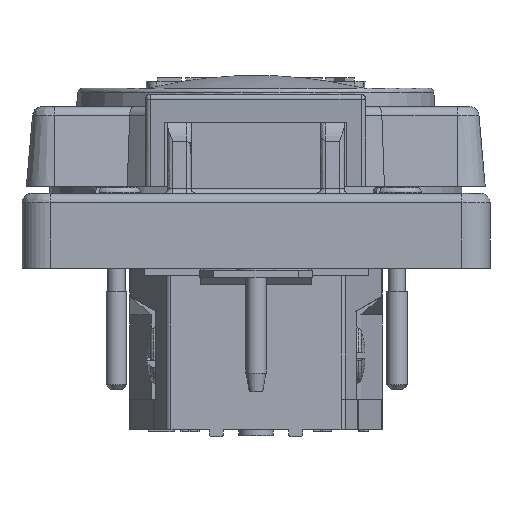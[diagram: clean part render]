
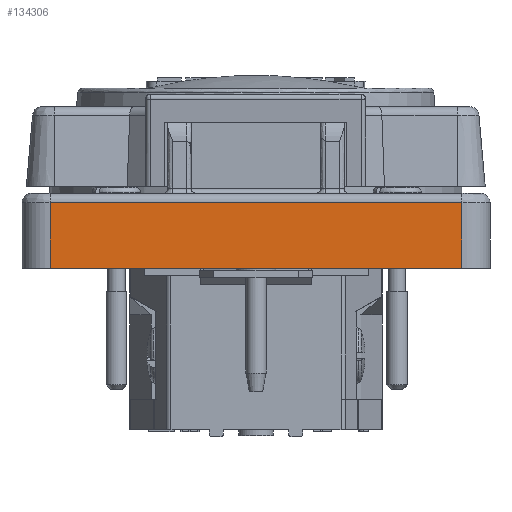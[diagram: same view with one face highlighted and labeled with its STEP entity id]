
A CAD part, front view. The second image highlights one B-rep face of the part: STEP entity #134306.
In plain terms, the highlighted planar face has unit normal (0, -1, 0).
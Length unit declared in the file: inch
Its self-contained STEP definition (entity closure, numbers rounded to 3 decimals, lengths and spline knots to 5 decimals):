
#7163 = AXIS2_PLACEMENT_3D ( 'NONE', #19559, #178541, #7442 ) ;
#7442 = DIRECTION ( 'NONE',  ( 0., 0., -1. ) ) ;
#19559 = CARTESIAN_POINT ( 'NONE',  ( 2.64183, 0.10267, 3.58863 ) ) ;
#20946 = EDGE_CURVE ( 'NONE', #151546, #72748, #148219, .T. ) ;
#26730 = CARTESIAN_POINT ( 'NONE',  ( -0.10917, 0.10267, 3.15063 ) ) ;
#30670 = EDGE_CURVE ( 'NONE', #127048, #150924, #53870, .T. ) ;
#38839 = DIRECTION ( 'NONE',  ( 0., 0., 1. ) ) ;
#49465 = PLANE ( 'NONE',  #7163 ) ;
#53870 = LINE ( 'NONE', #79300, #172969 ) ;
#57762 = LINE ( 'NONE', #98015, #128920 ) ;
#72748 = VERTEX_POINT ( 'NONE', #139750 ) ;
#79300 = CARTESIAN_POINT ( 'NONE',  ( 2.64183, 0.10267, 3.58863 ) ) ;
#79687 = ORIENTED_EDGE ( 'NONE', *, *, #138903, .F. ) ;
#82913 = ORIENTED_EDGE ( 'NONE', *, *, #168844, .T. ) ;
#93968 = DIRECTION ( 'NONE',  ( 0., 0., 1. ) ) ;
#95257 = VECTOR ( 'NONE', #93968, 39.37008 ) ;
#97118 = DIRECTION ( 'NONE',  ( 1., 0., 0. ) ) ;
#97640 = ORIENTED_EDGE ( 'NONE', *, *, #30670, .T. ) ;
#98015 = CARTESIAN_POINT ( 'NONE',  ( -0.10917, 0.10267, 3.58863 ) ) ;
#101346 = LINE ( 'NONE', #162752, #182809 ) ;
#103059 = CARTESIAN_POINT ( 'NONE',  ( 2.64183, 0.10267, 3.15063 ) ) ;
#118467 = EDGE_LOOP ( 'NONE', ( #137067, #82913, #97640, #79687 ) ) ;
#127048 = VERTEX_POINT ( 'NONE', #103059 ) ;
#128920 = VECTOR ( 'NONE', #97118, 39.37008 ) ;
#131187 = DIRECTION ( 'NONE',  ( 1., 0., 0. ) ) ;
#134306 = ADVANCED_FACE ( 'NONE', ( #136425 ), #49465, .T. ) ;
#136425 = FACE_OUTER_BOUND ( 'NONE', #118467, .T. ) ;
#137067 = ORIENTED_EDGE ( 'NONE', *, *, #20946, .F. ) ;
#138074 = CARTESIAN_POINT ( 'NONE',  ( 2.64183, 0.10267, 3.58863 ) ) ;
#138903 = EDGE_CURVE ( 'NONE', #72748, #150924, #57762, .T. ) ;
#139750 = CARTESIAN_POINT ( 'NONE',  ( -0.10917, 0.10267, 3.58863 ) ) ;
#148219 = LINE ( 'NONE', #179977, #95257 ) ;
#150924 = VERTEX_POINT ( 'NONE', #138074 ) ;
#151546 = VERTEX_POINT ( 'NONE', #26730 ) ;
#162752 = CARTESIAN_POINT ( 'NONE',  ( -0.29617, 0.10267, 3.15063 ) ) ;
#168844 = EDGE_CURVE ( 'NONE', #151546, #127048, #101346, .T. ) ;
#172969 = VECTOR ( 'NONE', #38839, 39.37008 ) ;
#178541 = DIRECTION ( 'NONE',  ( 0., -1., 0. ) ) ;
#179977 = CARTESIAN_POINT ( 'NONE',  ( -0.10917, 0.10267, 3.27563 ) ) ;
#182809 = VECTOR ( 'NONE', #131187, 39.37008 ) ;
